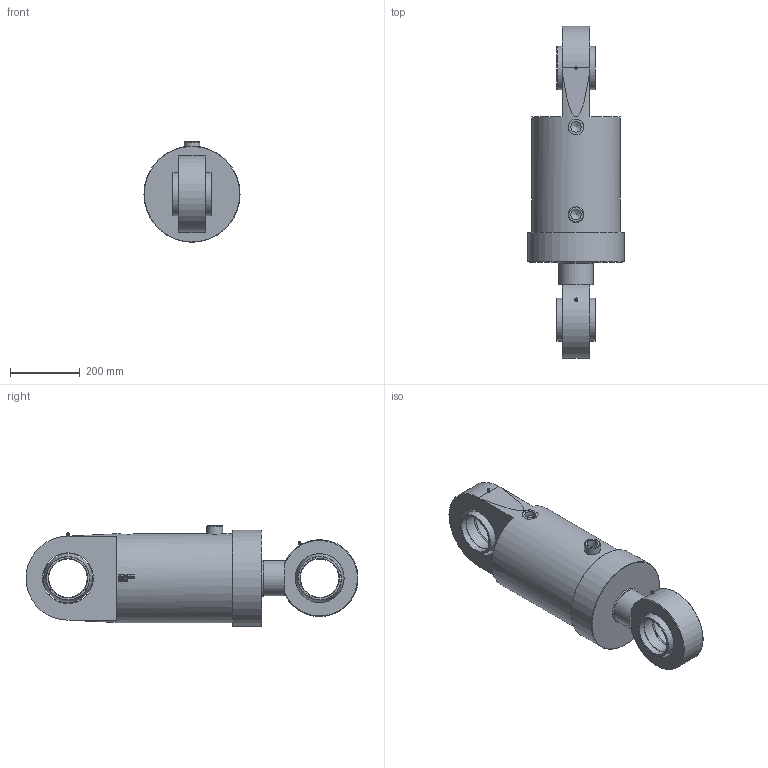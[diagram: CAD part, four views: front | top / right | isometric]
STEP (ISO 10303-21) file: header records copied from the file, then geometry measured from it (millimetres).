
FILE_DESCRIPTION((''),'2;1');
FILE_NAME('KS2DVL220_100.stp','2013-03-11T08:12:18',('tribel'),(''),'Autodesk Inventor 2013','Autodesk Inventor 2013','');
FILE_SCHEMA(('AUTOMOTIVE_DESIGN { 1 0 10303 214 1 1 1 1 }'));
Length unit declared in the file: millimetre
Products named in the file (7): KS2DVL220_100; KS2DVL220_100_Parameters; KS2DVL220_100_stang; KS2DVL220_100_body.; KS2.110.eye.komplett.; GEEW110ES; Smørenippel
Assembly tree (6 placements, depth 2):
  KS2DVL220_100
    KS2DVL220_100_Parameters
    KS2DVL220_100_stang
    KS2DVL220_100_body.
    KS2.110.eye.komplett.
    GEEW110ES
    Smørenippel
Bounding box: 275 x 949.58 x 287.5 mm (x, y, z)
Volume: 25096218.9 mm3; surface area: 1383713.6 mm2
Topology: 6 solids, 8 shells, 617 faces, 1606 edges, 1047 vertices
Faces by surface type: plane 300, bspline 168, cylinder 79, cone 48, torus 15, sphere 7
Full cylindrical faces by diameter (mm): 3 x2, 4 x1, 5.052 x4, 6 x3, 30.291 x2, 45 x1, 100 x2, 110 x4, 111 x4, 124 x4, 140 x1, 145 x1, 220 x2, 254 x1, 275 x1
Entity records: 43726 total; most frequent: CARTESIAN_POINT 30263, ORIENTED_EDGE 3024, DIRECTION 2077, EDGE_CURVE 1514, VERTEX_POINT 1025, AXIS2_PLACEMENT_3D 750, EDGE_LOOP 750, FACE_OUTER_BOUND 617
